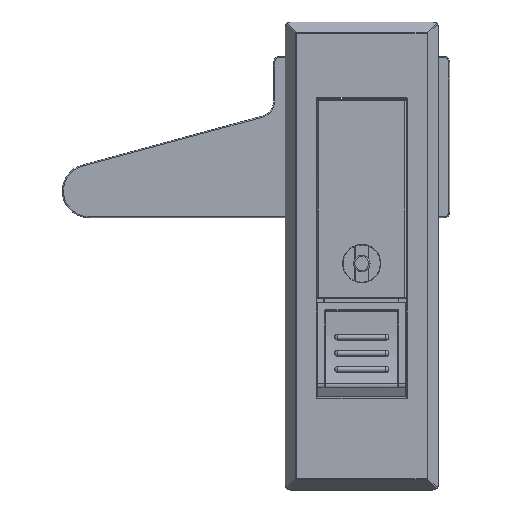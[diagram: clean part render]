
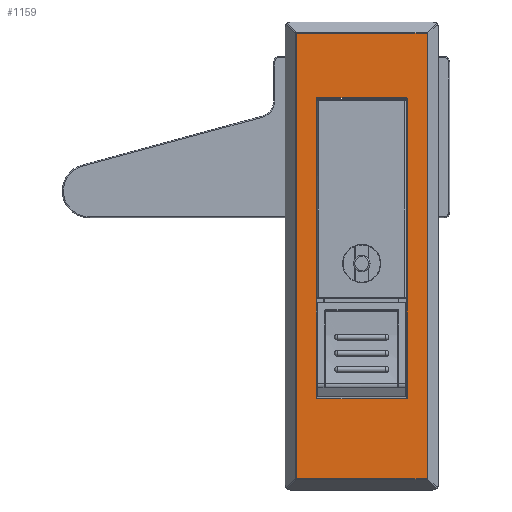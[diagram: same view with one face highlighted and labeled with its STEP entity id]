
A CAD part, top view. The second image highlights one B-rep face of the part: STEP entity #1159.
In plain terms, the highlighted planar face has unit normal (0, 0, 1).
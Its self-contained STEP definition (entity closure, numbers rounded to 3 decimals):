
#1002 = VERTEX_POINT ( 'NONE', #8037 ) ;
#1089 = ORIENTED_EDGE ( 'NONE', *, *, #1138, .T. ) ;
#1097 = VERTEX_POINT ( 'NONE', #8172 ) ;
#1099 = VERTEX_POINT ( 'NONE', #8233 ) ;
#1138 = EDGE_CURVE ( 'NONE', #1002, #1097, #8273, .T. ) ;
#1140 = EDGE_CURVE ( 'NONE', #1141, #1142, #8321, .T. ) ;
#1141 = VERTEX_POINT ( 'NONE', #8324 ) ;
#1142 = VERTEX_POINT ( 'NONE', #8323 ) ;
#1143 = VERTEX_POINT ( 'NONE', #8322 ) ;
#1144 = EDGE_LOOP ( 'NONE', ( #1148, #1145, #1153, #1152, #1219, #1215, #1225, #1222 ) ) ;
#1145 = ORIENTED_EDGE ( 'NONE', *, *, #1150, .T. ) ;
#1146 = VERTEX_POINT ( 'NONE', #8330 ) ;
#1147 = VERTEX_POINT ( 'NONE', #8329 ) ;
#1148 = ORIENTED_EDGE ( 'NONE', *, *, #1140, .F. ) ;
#1150 = EDGE_CURVE ( 'NONE', #1141, #1147, #8313, .T. ) ;
#1151 = VERTEX_POINT ( 'NONE', #8314 ) ;
#1152 = ORIENTED_EDGE ( 'NONE', *, *, #1156, .T. ) ;
#1153 = ORIENTED_EDGE ( 'NONE', *, *, #1154, .F. ) ;
#1154 = EDGE_CURVE ( 'NONE', #1157, #1147, #8326, .T. ) ;
#1155 = EDGE_CURVE ( 'NONE', #1151, #1146, #8304, .T. ) ;
#1156 = EDGE_CURVE ( 'NONE', #1157, #1143, #8298, .T. ) ;
#1157 = VERTEX_POINT ( 'NONE', #8359 ) ;
#1158 = EDGE_CURVE ( 'NONE', #1097, #1160, #8354, .T. ) ;
#1159 = ADVANCED_FACE ( 'NONE', ( #8355, #8306 ), #8305, .F. ) ;
#1160 = VERTEX_POINT ( 'NONE', #8301 ) ;
#1161 = EDGE_CURVE ( 'NONE', #1160, #1099, #8346, .T. ) ;
#1162 = ORIENTED_EDGE ( 'NONE', *, *, #1161, .T. ) ;
#1163 = EDGE_CURVE ( 'NONE', #1099, #1002, #8342, .T. ) ;
#1164 = ORIENTED_EDGE ( 'NONE', *, *, #1163, .T. ) ;
#1170 = ORIENTED_EDGE ( 'NONE', *, *, #1158, .T. ) ;
#1176 = EDGE_LOOP ( 'NONE', ( #1170, #1162, #1164, #1089 ) ) ;
#1214 = VERTEX_POINT ( 'NONE', #8473 ) ;
#1215 = ORIENTED_EDGE ( 'NONE', *, *, #1155, .T. ) ;
#1216 = EDGE_CURVE ( 'NONE', #1151, #1143, #8465, .T. ) ;
#1218 = EDGE_CURVE ( 'NONE', #1214, #1142, #8466, .T. ) ;
#1219 = ORIENTED_EDGE ( 'NONE', *, *, #1216, .F. ) ;
#1222 = ORIENTED_EDGE ( 'NONE', *, *, #1218, .T. ) ;
#1223 = EDGE_CURVE ( 'NONE', #1214, #1146, #8518, .T. ) ;
#1225 = ORIENTED_EDGE ( 'NONE', *, *, #1223, .F. ) ;
#8037 = CARTESIAN_POINT ( 'NONE',  ( -12.154, -41.404, 0. ) ) ;
#8172 = CARTESIAN_POINT ( 'NONE',  ( 12.154, -41.404, 0. ) ) ;
#8233 = CARTESIAN_POINT ( 'NONE',  ( -12.154, 41.404, 0. ) ) ;
#8265 = DIRECTION ( 'NONE',  ( 1., 0., 0. ) ) ;
#8266 = VECTOR ( 'NONE', #8265, 1000. ) ;
#8267 = CARTESIAN_POINT ( 'NONE',  ( 12.25, -41.404, 0. ) ) ;
#8273 = LINE ( 'NONE', #8267, #8266 ) ;
#8298 = LINE ( 'NONE', #8358, #8357 ) ;
#8299 = DIRECTION ( 'NONE',  ( -1., 0., 0. ) ) ;
#8300 = VECTOR ( 'NONE', #8299, 1000. ) ;
#8301 = CARTESIAN_POINT ( 'NONE',  ( 12.154, 41.404, 0. ) ) ;
#8302 = DIRECTION ( 'NONE',  ( -1., 0., 0. ) ) ;
#8303 = CARTESIAN_POINT ( 'NONE',  ( 14.25, 43.5, 0. ) ) ;
#8304 = LINE ( 'NONE', #8328, #8300 ) ;
#8305 = PLANE ( 'NONE',  #8315 ) ;
#8306 = FACE_BOUND ( 'NONE', #1144, .T. ) ;
#8307 = AXIS2_PLACEMENT_3D ( 'NONE', #8312, #8316, #8302 ) ;
#8308 = DIRECTION ( 'NONE',  ( 0., 0., -1. ) ) ;
#8309 = DIRECTION ( 'NONE',  ( 1., 0., 0. ) ) ;
#8310 = VECTOR ( 'NONE', #8309, 1000. ) ;
#8311 = CARTESIAN_POINT ( 'NONE',  ( 14.25, 29.4, 0. ) ) ;
#8312 = CARTESIAN_POINT ( 'NONE',  ( 8.35, 29.3, 0. ) ) ;
#8313 = LINE ( 'NONE', #8311, #8310 ) ;
#8314 = CARTESIAN_POINT ( 'NONE',  ( 8.35, -26.55, 0. ) ) ;
#8315 = AXIS2_PLACEMENT_3D ( 'NONE', #8303, #8308, #8350 ) ;
#8316 = DIRECTION ( 'NONE',  ( 0., 0., 1. ) ) ;
#8317 = DIRECTION ( 'NONE',  ( -1., 0., 0. ) ) ;
#8318 = DIRECTION ( 'NONE',  ( 0., 0., 1. ) ) ;
#8319 = CARTESIAN_POINT ( 'NONE',  ( -8.35, 29.3, 0. ) ) ;
#8320 = AXIS2_PLACEMENT_3D ( 'NONE', #8319, #8318, #8317 ) ;
#8321 = CIRCLE ( 'NONE', #8320, 0.1 ) ;
#8322 = CARTESIAN_POINT ( 'NONE',  ( 8.45, -26.45, 0. ) ) ;
#8323 = CARTESIAN_POINT ( 'NONE',  ( -8.45, 29.3, 0. ) ) ;
#8324 = CARTESIAN_POINT ( 'NONE',  ( -8.35, 29.4, 0. ) ) ;
#8326 = CIRCLE ( 'NONE', #8307, 0.1 ) ;
#8328 = CARTESIAN_POINT ( 'NONE',  ( 14.25, -26.55, 0. ) ) ;
#8329 = CARTESIAN_POINT ( 'NONE',  ( 8.35, 29.4, 0. ) ) ;
#8330 = CARTESIAN_POINT ( 'NONE',  ( -8.35, -26.55, 0. ) ) ;
#8339 = DIRECTION ( 'NONE',  ( 0., -1., 0. ) ) ;
#8340 = VECTOR ( 'NONE', #8339, 1000. ) ;
#8341 = CARTESIAN_POINT ( 'NONE',  ( -12.154, -41.5, 0. ) ) ;
#8342 = LINE ( 'NONE', #8341, #8340 ) ;
#8343 = DIRECTION ( 'NONE',  ( -1., 0., 0. ) ) ;
#8344 = VECTOR ( 'NONE', #8343, 1000. ) ;
#8345 = CARTESIAN_POINT ( 'NONE',  ( -12.25, 41.404, 0. ) ) ;
#8346 = LINE ( 'NONE', #8345, #8344 ) ;
#8350 = DIRECTION ( 'NONE',  ( -1., 0., 0. ) ) ;
#8351 = DIRECTION ( 'NONE',  ( 0., 1., 0. ) ) ;
#8352 = VECTOR ( 'NONE', #8351, 1000. ) ;
#8353 = CARTESIAN_POINT ( 'NONE',  ( 12.154, 41.5, 0. ) ) ;
#8354 = LINE ( 'NONE', #8353, #8352 ) ;
#8355 = FACE_OUTER_BOUND ( 'NONE', #1176, .T. ) ;
#8356 = DIRECTION ( 'NONE',  ( 0., -1., 0. ) ) ;
#8357 = VECTOR ( 'NONE', #8356, 1000. ) ;
#8358 = CARTESIAN_POINT ( 'NONE',  ( 8.45, 43.5, 0. ) ) ;
#8359 = CARTESIAN_POINT ( 'NONE',  ( 8.45, 29.3, 0. ) ) ;
#8461 = DIRECTION ( 'NONE',  ( -1., 0., 0. ) ) ;
#8462 = DIRECTION ( 'NONE',  ( 0., 0., 1. ) ) ;
#8463 = CARTESIAN_POINT ( 'NONE',  ( 8.35, -26.45, 0. ) ) ;
#8464 = AXIS2_PLACEMENT_3D ( 'NONE', #8463, #8462, #8461 ) ;
#8465 = CIRCLE ( 'NONE', #8464, 0.1 ) ;
#8466 = LINE ( 'NONE', #8522, #8521 ) ;
#8467 = DIRECTION ( 'NONE',  ( 0., 0., 1. ) ) ;
#8468 = CARTESIAN_POINT ( 'NONE',  ( -8.35, -26.45, 0. ) ) ;
#8473 = CARTESIAN_POINT ( 'NONE',  ( -8.45, -26.45, 0. ) ) ;
#8516 = DIRECTION ( 'NONE',  ( -1., 0., 0. ) ) ;
#8518 = CIRCLE ( 'NONE', #8519, 0.1 ) ;
#8519 = AXIS2_PLACEMENT_3D ( 'NONE', #8468, #8467, #8516 ) ;
#8520 = DIRECTION ( 'NONE',  ( 0., 1., 0. ) ) ;
#8521 = VECTOR ( 'NONE', #8520, 1000. ) ;
#8522 = CARTESIAN_POINT ( 'NONE',  ( -8.45, 43.5, 0. ) ) ;
